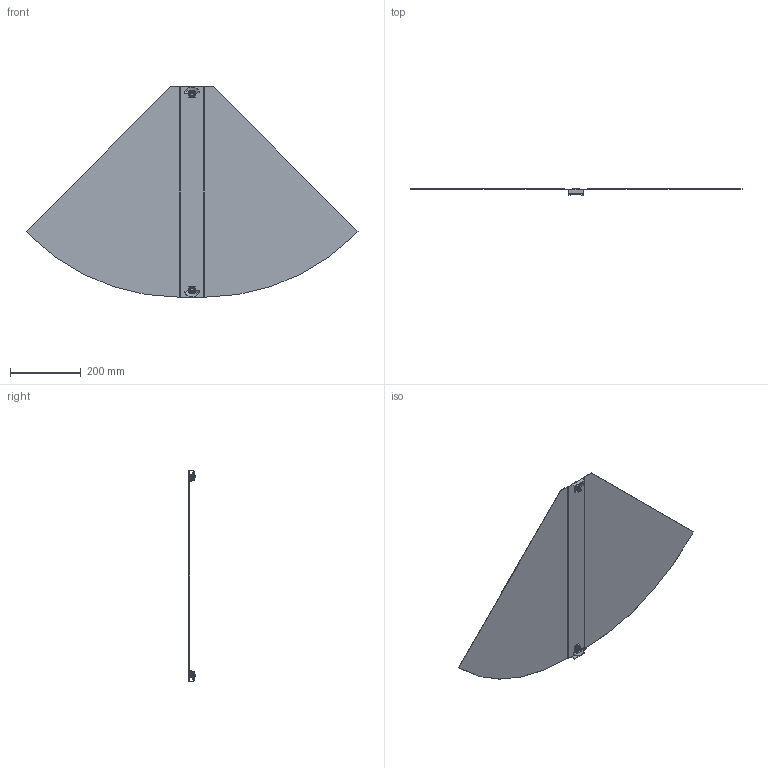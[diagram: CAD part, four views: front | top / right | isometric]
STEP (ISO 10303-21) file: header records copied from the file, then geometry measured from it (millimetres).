
FILE_DESCRIPTION (( 'STEP AP214' ), '1' );
FILE_NAME ('6037582.STEP', '2024-10-25T10:53:09', ( '' ), ( '' ), 'SwSTEP 2.0', 'SolidWorks 2024', '' );
FILE_SCHEMA (( 'AUTOMOTIVE_DESIGN' ));
Length unit declared in the file: millimetre
Products named in the file (6): 020263_DIN EN ISO 10511 - M8 ; 107589_M8x13 Vierkanthöhe 2 Führung 1,7  A4-70; BS001 8_Washer DIN 125 - A 8.4; 184111_NB 600; 099600_Standard; 6037582
Assembly tree (9 placements, depth 2):
  6037582
    184111_NB 600
    099600_Standard  x2
    020263_DIN EN ISO 10511 - M8   x2
    107589_M8x13 Vierkanthöhe 2 Führung 1,7  A4-70  x2
    BS001 8_Washer DIN 125 - A 8.4  x2
Bounding box: 939.24 x 21.66 x 599 mm (x, y, z)
Volume: 352197.7 mm3; surface area: 698026.5 mm2
Topology: 9 solids, 9 shells, 340 faces, 808 edges, 490 vertices
Faces by surface type: plane 144, cylinder 78, bspline 68, cone 42, torus 8
Entity records: 7854 total; most frequent: CARTESIAN_POINT 3311, ORIENTED_EDGE 948, DIRECTION 825, EDGE_CURVE 474, AXIS2_PLACEMENT_3D 308, VERTEX_POINT 285, EDGE_LOOP 217, VECTOR 209
